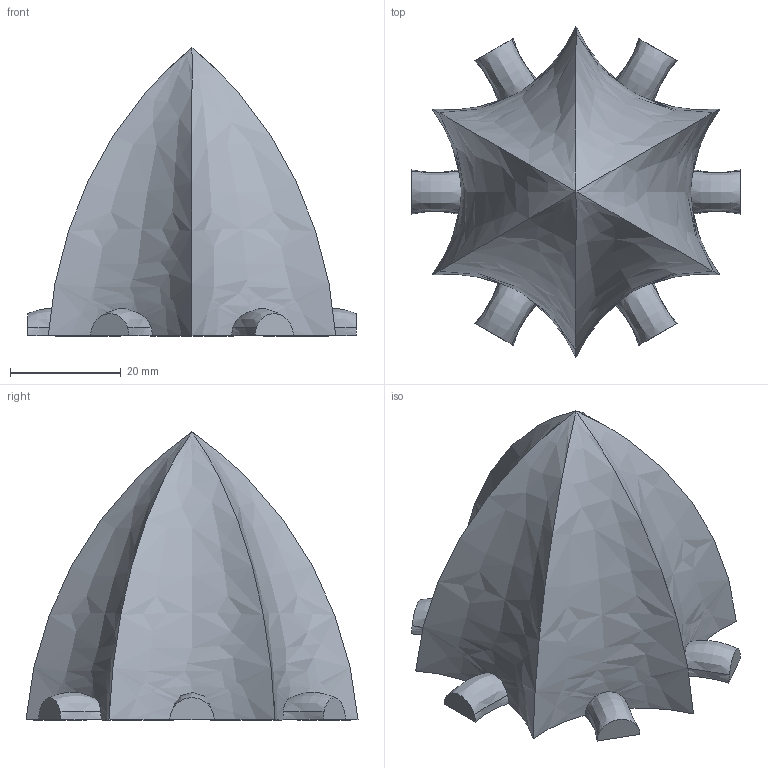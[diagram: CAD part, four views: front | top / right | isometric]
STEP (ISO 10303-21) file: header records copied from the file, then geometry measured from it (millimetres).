
FILE_DESCRIPTION(('CATIA V5 STEP Exchange'),'2;1');
FILE_NAME('exprimidor.stp','2016-03-08T10:06:27+00:00',('none'),('none'),'Version 5-6 Release 2013','CATIA V5 STEP AP203','none');
FILE_SCHEMA(('CONFIG_CONTROL_DESIGN'));
Length unit declared in the file: millimetre
Products named in the file (1): exprimidor
Bounding box: 59.36 x 60 x 52.09 mm (x, y, z)
Volume: 7249.9 mm3; surface area: 14799.6 mm2
Topology: 1 solids, 1 shells, 90 faces, 227 edges, 142 vertices
Faces by surface type: bspline 72, plane 18
Entity records: 12414 total; most frequent: CARTESIAN_POINT 10894, ORIENTED_EDGE 420, EDGE_CURVE 210, B_SPLINE_CURVE_WITH_KNOTS 160, VERTEX_POINT 122, ADVANCED_FACE 90, EDGE_LOOP 90, FACE_OUTER_BOUND 90
